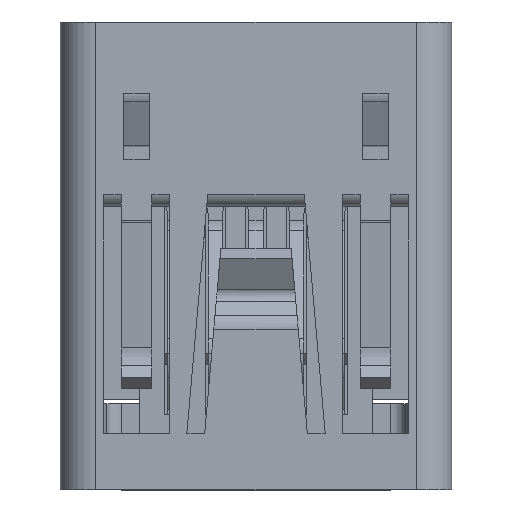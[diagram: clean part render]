
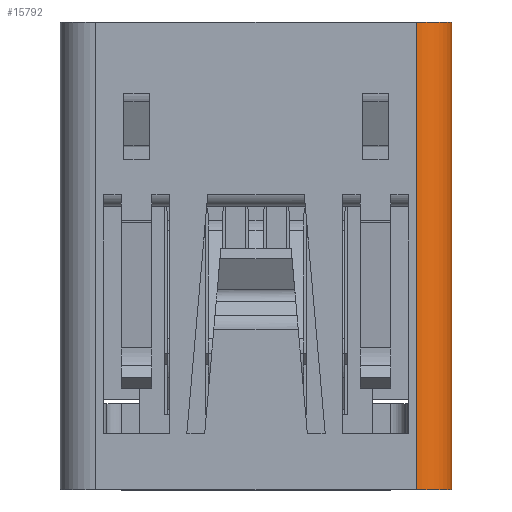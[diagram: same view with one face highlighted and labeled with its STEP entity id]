
A CAD part, top view. The second image highlights one B-rep face of the part: STEP entity #15792.
In plain terms, the highlighted cylindrical face has radius 0.7 mm (diameter 1.4 mm), a partial arc.
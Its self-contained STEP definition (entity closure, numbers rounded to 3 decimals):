
#239 = CARTESIAN_POINT ( 'NONE',  ( 3.85, 5.727, 5.1 ) ) ;
#465 = ORIENTED_EDGE ( 'NONE', *, *, #3331, .F. ) ;
#983 = LINE ( 'NONE', #7207, #4659 ) ;
#1615 = CARTESIAN_POINT ( 'NONE',  ( 3.85, 0.175, 5.1 ) ) ;
#2368 = CYLINDRICAL_SURFACE ( 'NONE', #12662, 0.7 ) ;
#3053 = EDGE_LOOP ( 'NONE', ( #10633, #11862, #465, #7226 ) ) ;
#3331 = EDGE_CURVE ( 'NONE', #15507, #18165, #18264, .T. ) ;
#3465 = CIRCLE ( 'NONE', #17139, 0.7 ) ;
#4196 = VERTEX_POINT ( 'NONE', #8756 ) ;
#4487 = DIRECTION ( 'NONE',  ( 0., 1., 0. ) ) ;
#4639 = VERTEX_POINT ( 'NONE', #14560 ) ;
#4659 = VECTOR ( 'NONE', #8770, 1000. ) ;
#6393 = CARTESIAN_POINT ( 'NONE',  ( 3.15, 5.727, 5.1 ) ) ;
#7207 = CARTESIAN_POINT ( 'NONE',  ( 3.15, -9.025, 5.8 ) ) ;
#7226 = ORIENTED_EDGE ( 'NONE', *, *, #18531, .F. ) ;
#7337 = LINE ( 'NONE', #239, #19292 ) ;
#8756 = CARTESIAN_POINT ( 'NONE',  ( 3.85, -9.025, 5.1 ) ) ;
#8770 = DIRECTION ( 'NONE',  ( 0., 1., 0. ) ) ;
#8773 = CARTESIAN_POINT ( 'NONE',  ( 3.15, -9.025, 5.1 ) ) ;
#9542 = DIRECTION ( 'NONE',  ( 0., -1., 0. ) ) ;
#10111 = AXIS2_PLACEMENT_3D ( 'NONE', #13861, #4487, #15421 ) ;
#10347 = DIRECTION ( 'NONE',  ( 0., 0., -1. ) ) ;
#10633 = ORIENTED_EDGE ( 'NONE', *, *, #16529, .T. ) ;
#11221 = DIRECTION ( 'NONE',  ( 0., 1., 0. ) ) ;
#11862 = ORIENTED_EDGE ( 'NONE', *, *, #13673, .T. ) ;
#12662 = AXIS2_PLACEMENT_3D ( 'NONE', #6393, #9542, #14206 ) ;
#13673 = EDGE_CURVE ( 'NONE', #4196, #18165, #7337, .T. ) ;
#13861 = CARTESIAN_POINT ( 'NONE',  ( 3.15, 0.175, 5.1 ) ) ;
#14206 = DIRECTION ( 'NONE',  ( 0., 0., -1. ) ) ;
#14560 = CARTESIAN_POINT ( 'NONE',  ( 3.15, -9.025, 5.8 ) ) ;
#14860 = FACE_OUTER_BOUND ( 'NONE', #3053, .T. ) ;
#15421 = DIRECTION ( 'NONE',  ( 0., 0., -1. ) ) ;
#15507 = VERTEX_POINT ( 'NONE', #18088 ) ;
#15792 = ADVANCED_FACE ( 'NONE', ( #14860 ), #2368, .T. ) ;
#16529 = EDGE_CURVE ( 'NONE', #4639, #4196, #3465, .T. ) ;
#17139 = AXIS2_PLACEMENT_3D ( 'NONE', #8773, #19687, #10347 ) ;
#18088 = CARTESIAN_POINT ( 'NONE',  ( 3.15, 0.175, 5.8 ) ) ;
#18165 = VERTEX_POINT ( 'NONE', #1615 ) ;
#18264 = CIRCLE ( 'NONE', #10111, 0.7 ) ;
#18531 = EDGE_CURVE ( 'NONE', #4639, #15507, #983, .T. ) ;
#19292 = VECTOR ( 'NONE', #11221, 1000. ) ;
#19687 = DIRECTION ( 'NONE',  ( 0., 1., 0. ) ) ;
